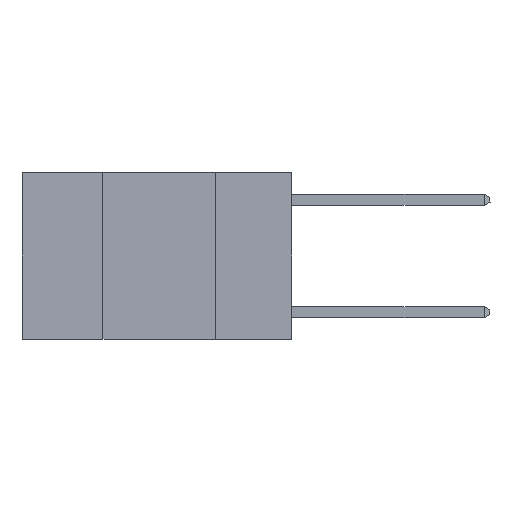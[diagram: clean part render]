
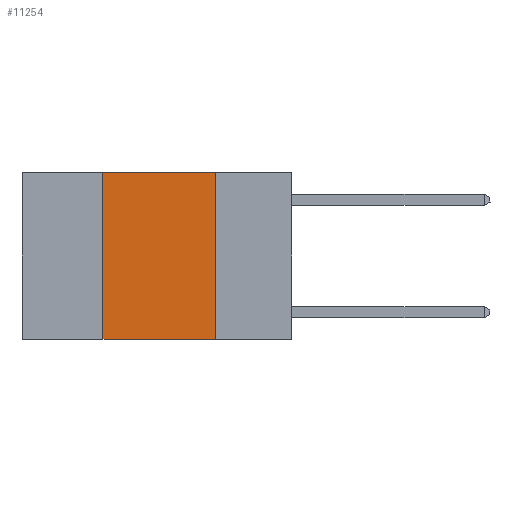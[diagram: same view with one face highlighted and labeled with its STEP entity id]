
A CAD part, left-side view. The second image highlights one B-rep face of the part: STEP entity #11254.
In plain terms, the highlighted planar face has unit normal (-1, 0, 0).
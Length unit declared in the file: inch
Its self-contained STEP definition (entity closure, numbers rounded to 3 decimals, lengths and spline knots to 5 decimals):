
#82 = VERTEX_POINT ( 'NONE', #23864 ) ;
#817 = CARTESIAN_POINT ( 'NONE',  ( 0., 0.17, -0.37 ) ) ;
#2084 = VECTOR ( 'NONE', #3084, 39.37008 ) ;
#2840 = LINE ( 'NONE', #7583, #2084 ) ;
#3084 = DIRECTION ( 'NONE',  ( 0., -1., 0. ) ) ;
#3750 = ORIENTED_EDGE ( 'NONE', *, *, #17020, .F. ) ;
#4018 = VECTOR ( 'NONE', #27823, 39.37008 ) ;
#4291 = CARTESIAN_POINT ( 'NONE',  ( 0., 0.6, 0. ) ) ;
#4779 = EDGE_LOOP ( 'NONE', ( #3750, #19287, #23686, #8867 ) ) ;
#6561 = DIRECTION ( 'NONE',  ( 0., 0., -1. ) ) ;
#7583 = CARTESIAN_POINT ( 'NONE',  ( 0., 0.6, 0. ) ) ;
#8867 = ORIENTED_EDGE ( 'NONE', *, *, #24278, .T. ) ;
#9857 = CARTESIAN_POINT ( 'NONE',  ( 0., 0.42, 0. ) ) ;
#10326 = VERTEX_POINT ( 'NONE', #9857 ) ;
#10371 = LINE ( 'NONE', #26690, #19266 ) ;
#10634 = VECTOR ( 'NONE', #22640, 39.37008 ) ;
#11254 = ADVANCED_FACE ( 'NONE', ( #21052 ), #17531, .F. ) ;
#11533 = VERTEX_POINT ( 'NONE', #817 ) ;
#15552 = EDGE_CURVE ( 'NONE', #82, #10326, #10371, .T. ) ;
#15789 = LINE ( 'NONE', #19240, #4018 ) ;
#17020 = EDGE_CURVE ( 'NONE', #21866, #11533, #22218, .T. ) ;
#17531 = PLANE ( 'NONE',  #19329 ) ;
#19240 = CARTESIAN_POINT ( 'NONE',  ( 0., 0.6, -0.37 ) ) ;
#19266 = VECTOR ( 'NONE', #20273, 39.37008 ) ;
#19287 = ORIENTED_EDGE ( 'NONE', *, *, #27085, .F. ) ;
#19329 = AXIS2_PLACEMENT_3D ( 'NONE', #4291, #19708, #6561 ) ;
#19708 = DIRECTION ( 'NONE',  ( 1., 0., 0. ) ) ;
#20273 = DIRECTION ( 'NONE',  ( 0., 0., 1. ) ) ;
#21052 = FACE_OUTER_BOUND ( 'NONE', #4779, .T. ) ;
#21866 = VERTEX_POINT ( 'NONE', #22258 ) ;
#22218 = LINE ( 'NONE', #26996, #10634 ) ;
#22258 = CARTESIAN_POINT ( 'NONE',  ( 0., 0.17, 0. ) ) ;
#22640 = DIRECTION ( 'NONE',  ( 0., 0., -1. ) ) ;
#23686 = ORIENTED_EDGE ( 'NONE', *, *, #15552, .F. ) ;
#23864 = CARTESIAN_POINT ( 'NONE',  ( 0., 0.42, -0.37 ) ) ;
#24278 = EDGE_CURVE ( 'NONE', #82, #11533, #15789, .T. ) ;
#26690 = CARTESIAN_POINT ( 'NONE',  ( 0., 0.42, 0. ) ) ;
#26996 = CARTESIAN_POINT ( 'NONE',  ( 0., 0.17, 0. ) ) ;
#27085 = EDGE_CURVE ( 'NONE', #10326, #21866, #2840, .T. ) ;
#27823 = DIRECTION ( 'NONE',  ( 0., -1., 0. ) ) ;
